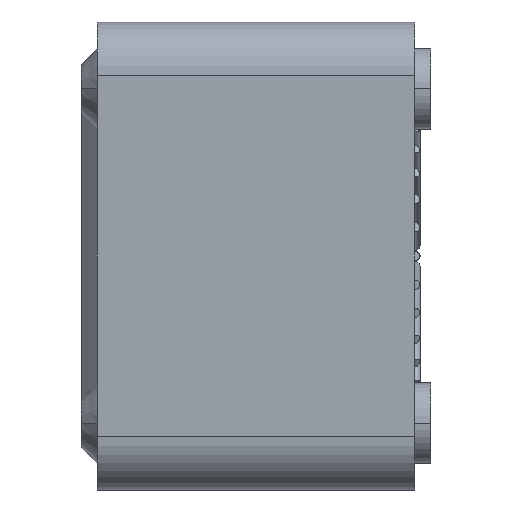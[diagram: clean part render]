
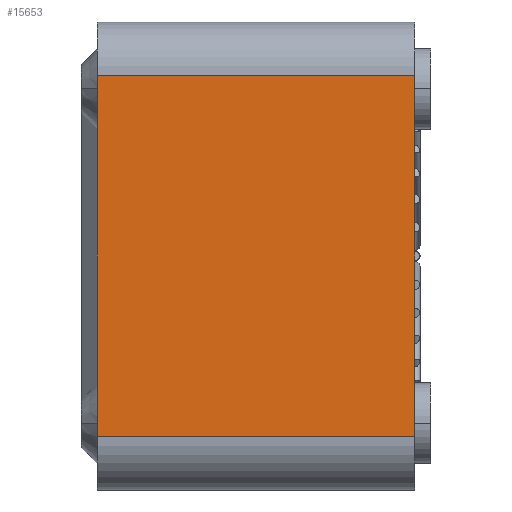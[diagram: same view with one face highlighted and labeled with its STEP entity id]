
A CAD part, left-side view. The second image highlights one B-rep face of the part: STEP entity #15653.
In plain terms, the highlighted planar face has unit normal (-1, 0, 0).
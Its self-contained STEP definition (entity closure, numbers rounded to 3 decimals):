
#58=DIRECTION('',(0.,0.,1.));
#59=VECTOR('',#58,6.7);
#60=CARTESIAN_POINT('',(-5.,0.,-3.35));
#61=LINE('',#60,#59);
#5230=DIRECTION('',(0.,0.,1.));
#5231=VECTOR('',#5230,6.7);
#5232=CARTESIAN_POINT('',(-5.,5.9,-3.35));
#5233=LINE('',#5232,#5231);
#5385=DIRECTION('',(0.,-1.,0.));
#5386=VECTOR('',#5385,5.9);
#5387=CARTESIAN_POINT('',(-5.,5.9,-3.35));
#5388=LINE('',#5387,#5386);
#5389=DIRECTION('',(0.,-1.,0.));
#5390=VECTOR('',#5389,5.9);
#5391=CARTESIAN_POINT('',(-5.,5.9,3.35));
#5392=LINE('',#5391,#5390);
#6609=CARTESIAN_POINT('',(-5.,0.,-3.35));
#6611=VERTEX_POINT('',#6609);
#6615=CARTESIAN_POINT('',(-5.,5.9,-3.35));
#6616=VERTEX_POINT('',#6615);
#6618=CARTESIAN_POINT('',(-5.,0.,3.35));
#6620=VERTEX_POINT('',#6618);
#6621=CARTESIAN_POINT('',(-5.,5.9,3.35));
#6622=VERTEX_POINT('',#6621);
#15641=CARTESIAN_POINT('',(-5.,0.,-4.35));
#15642=DIRECTION('',(-1.,0.,0.));
#15643=DIRECTION('',(0.,0.,1.));
#15644=AXIS2_PLACEMENT_3D('',#15641,#15642,#15643);
#15645=PLANE('',#15644);
#15647=ORIENTED_EDGE('',*,*,#15646,.F.);
#15648=ORIENTED_EDGE('',*,*,#15391,.T.);
#15649=ORIENTED_EDGE('',*,*,#15634,.T.);
#15650=ORIENTED_EDGE('',*,*,#8436,.F.);
#15651=EDGE_LOOP('',(#15647,#15648,#15649,#15650));
#15652=FACE_OUTER_BOUND('',#15651,.F.);
#8436=EDGE_CURVE('',#6611,#6620,#61,.T.);
#15391=EDGE_CURVE('',#6616,#6622,#5233,.T.);
#15634=EDGE_CURVE('',#6622,#6620,#5392,.T.);
#15646=EDGE_CURVE('',#6616,#6611,#5388,.T.);
#15653=ADVANCED_FACE('',(#15652),#15645,.T.);
